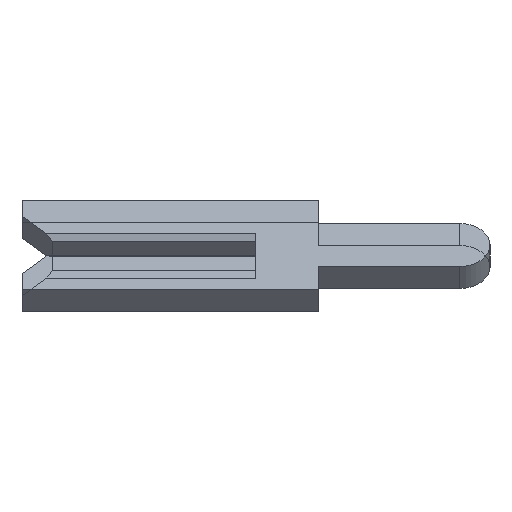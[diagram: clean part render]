
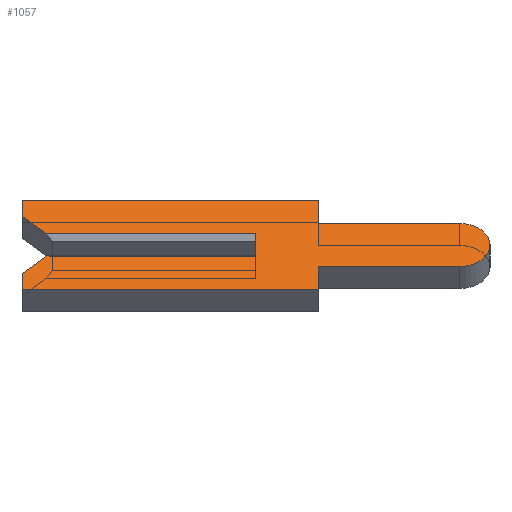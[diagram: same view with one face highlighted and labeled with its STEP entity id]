
A CAD part, left-side view. The second image highlights one B-rep face of the part: STEP entity #1057.
In plain terms, the highlighted face is planar.
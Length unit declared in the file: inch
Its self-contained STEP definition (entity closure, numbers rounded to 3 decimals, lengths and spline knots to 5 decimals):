
#41 = CARTESIAN_POINT ( 'NONE',  ( -0.01, 0., 0.01 ) ) ;
#59 = LINE ( 'NONE', #2354, #2063 ) ;
#134 = VERTEX_POINT ( 'NONE', #792 ) ;
#147 = LINE ( 'NONE', #856, #2280 ) ;
#168 = ORIENTED_EDGE ( 'NONE', *, *, #1867, .F. ) ;
#192 = DIRECTION ( 'NONE',  ( 0., 0., 1. ) ) ;
#216 = CARTESIAN_POINT ( 'NONE',  ( -0.01, 0.15, -0.04 ) ) ;
#229 = CARTESIAN_POINT ( 'NONE',  ( -0.01, -0.04, 0.04 ) ) ;
#233 = LINE ( 'NONE', #935, #2154 ) ;
#254 = DIRECTION ( 'NONE',  ( 0., -1., 0. ) ) ;
#258 = CARTESIAN_POINT ( 'NONE',  ( -0.01, -0.04, -0.04 ) ) ;
#263 = VERTEX_POINT ( 'NONE', #1346 ) ;
#269 = VECTOR ( 'NONE', #563, 39.37008 ) ;
#311 = CARTESIAN_POINT ( 'NONE',  ( -0.01, -0.04, -0.0195 ) ) ;
#348 = ORIENTED_EDGE ( 'NONE', *, *, #2074, .F. ) ;
#358 = CARTESIAN_POINT ( 'NONE',  ( -0.01, -0.1305, 0. ) ) ;
#402 = CARTESIAN_POINT ( 'NONE',  ( -0.01, 0., 0.0065 ) ) ;
#406 = DIRECTION ( 'NONE',  ( 0., 0., -1. ) ) ;
#439 = AXIS2_PLACEMENT_3D ( 'NONE', #889, #703, #454 ) ;
#454 = DIRECTION ( 'NONE',  ( 0., 0., -1. ) ) ;
#460 = VERTEX_POINT ( 'NONE', #1735 ) ;
#463 = EDGE_CURVE ( 'NONE', #927, #1320, #1364, .T. ) ;
#477 = LINE ( 'NONE', #216, #1356 ) ;
#563 = DIRECTION ( 'NONE',  ( 0., 1., 0. ) ) ;
#570 = AXIS2_PLACEMENT_3D ( 'NONE', #358, #2050, #2003 ) ;
#583 = EDGE_CURVE ( 'NONE', #460, #891, #59, .T. ) ;
#596 = VERTEX_POINT ( 'NONE', #258 ) ;
#597 = LINE ( 'NONE', #911, #1063 ) ;
#609 = EDGE_CURVE ( 'NONE', #891, #2180, #749, .T. ) ;
#620 = CARTESIAN_POINT ( 'NONE',  ( -0.01, -0.1305, -0.01 ) ) ;
#633 = ORIENTED_EDGE ( 'NONE', *, *, #1217, .F. ) ;
#664 = DIRECTION ( 'NONE',  ( 0., -0.707, 0.707 ) ) ;
#686 = FACE_OUTER_BOUND ( 'NONE', #1982, .T. ) ;
#703 = DIRECTION ( 'NONE',  ( 1., 0., 0. ) ) ;
#740 = ORIENTED_EDGE ( 'NONE', *, *, #797, .F. ) ;
#748 = ORIENTED_EDGE ( 'NONE', *, *, #463, .F. ) ;
#749 = LINE ( 'NONE', #2332, #2219 ) ;
#757 = DIRECTION ( 'NONE',  ( 0., 0., 1. ) ) ;
#778 = CARTESIAN_POINT ( 'NONE',  ( -0.01, 0.15, -0.026 ) ) ;
#792 = CARTESIAN_POINT ( 'NONE',  ( -0.01, 0.15, -0.026 ) ) ;
#797 = EDGE_CURVE ( 'NONE', #2180, #2083, #147, .T. ) ;
#808 = LINE ( 'NONE', #1255, #2189 ) ;
#816 = CARTESIAN_POINT ( 'NONE',  ( -0.01, 0.15, -0.04 ) ) ;
#832 = ORIENTED_EDGE ( 'NONE', *, *, #2141, .F. ) ;
#836 = VERTEX_POINT ( 'NONE', #896 ) ;
#856 = CARTESIAN_POINT ( 'NONE',  ( -0.01, 0.15, 0.04 ) ) ;
#873 = VECTOR ( 'NONE', #1187, 39.37008 ) ;
#889 = CARTESIAN_POINT ( 'NONE',  ( -0.01, -0.1305, 0. ) ) ;
#891 = VERTEX_POINT ( 'NONE', #1642 ) ;
#896 = CARTESIAN_POINT ( 'NONE',  ( -0.01, -0.04, 0.0195 ) ) ;
#911 = CARTESIAN_POINT ( 'NONE',  ( -0.01, 0.1305, -0.0065 ) ) ;
#916 = DIRECTION ( 'NONE',  ( 0., 0., -1. ) ) ;
#927 = VERTEX_POINT ( 'NONE', #2041 ) ;
#935 = CARTESIAN_POINT ( 'NONE',  ( -0.01, -0.04, 0.04 ) ) ;
#945 = CARTESIAN_POINT ( 'NONE',  ( -0.01, -0.04, -0.0195 ) ) ;
#958 = DIRECTION ( 'NONE',  ( 0., -1., 0. ) ) ;
#968 = EDGE_CURVE ( 'NONE', #460, #2243, #808, .T. ) ;
#977 = VECTOR ( 'NONE', #757, 39.37008 ) ;
#979 = LINE ( 'NONE', #2325, #1185 ) ;
#1011 = VERTEX_POINT ( 'NONE', #311 ) ;
#1049 = ORIENTED_EDGE ( 'NONE', *, *, #583, .F. ) ;
#1057 = ADVANCED_FACE ( 'NONE', ( #686 ), #2028, .F. ) ;
#1063 = VECTOR ( 'NONE', #664, 39.37008 ) ;
#1084 = CARTESIAN_POINT ( 'NONE',  ( -0.01, 0., -0.01 ) ) ;
#1085 = ORIENTED_EDGE ( 'NONE', *, *, #1705, .F. ) ;
#1090 = VECTOR ( 'NONE', #406, 39.37008 ) ;
#1185 = VECTOR ( 'NONE', #958, 39.37008 ) ;
#1187 = DIRECTION ( 'NONE',  ( 0., -1., 0. ) ) ;
#1195 = CARTESIAN_POINT ( 'NONE',  ( -0.01, 0.15, 0.04 ) ) ;
#1198 = DIRECTION ( 'NONE',  ( 0., 0.707, 0.707 ) ) ;
#1217 = EDGE_CURVE ( 'NONE', #2364, #263, #1536, .T. ) ;
#1248 = EDGE_CURVE ( 'NONE', #2083, #836, #233, .T. ) ;
#1255 = CARTESIAN_POINT ( 'NONE',  ( -0.01, 0.15, 0.01 ) ) ;
#1272 = ORIENTED_EDGE ( 'NONE', *, *, #609, .F. ) ;
#1274 = LINE ( 'NONE', #2330, #1090 ) ;
#1296 = EDGE_CURVE ( 'NONE', #134, #927, #597, .T. ) ;
#1320 = VERTEX_POINT ( 'NONE', #1084 ) ;
#1346 = CARTESIAN_POINT ( 'NONE',  ( -0.01, -0.1305, -0.0195 ) ) ;
#1356 = VECTOR ( 'NONE', #1554, 39.37008 ) ;
#1364 = LINE ( 'NONE', #620, #873 ) ;
#1405 = DIRECTION ( 'NONE',  ( 0., 0., 1. ) ) ;
#1420 = LINE ( 'NONE', #778, #2088 ) ;
#1536 = CIRCLE ( 'NONE', #570, 0.0195 ) ;
#1554 = DIRECTION ( 'NONE',  ( 0., 1., 0. ) ) ;
#1559 = CARTESIAN_POINT ( 'NONE',  ( -0.01, -0.1305, 0.0195 ) ) ;
#1642 = CARTESIAN_POINT ( 'NONE',  ( -0.01, 0.15, 0.026 ) ) ;
#1705 = EDGE_CURVE ( 'NONE', #836, #2364, #979, .T. ) ;
#1728 = EDGE_CURVE ( 'NONE', #263, #1011, #1942, .T. ) ;
#1735 = CARTESIAN_POINT ( 'NONE',  ( -0.01, 0.134, 0.01 ) ) ;
#1788 = LINE ( 'NONE', #402, #977 ) ;
#1867 = EDGE_CURVE ( 'NONE', #2339, #134, #1420, .T. ) ;
#1889 = ORIENTED_EDGE ( 'NONE', *, *, #2264, .F. ) ;
#1942 = LINE ( 'NONE', #945, #269 ) ;
#1982 = EDGE_LOOP ( 'NONE', ( #2086, #348, #748, #2412, #168, #832, #1889, #2211, #633, #1085, #2201, #740, #1272, #1049 ) ) ;
#2003 = DIRECTION ( 'NONE',  ( 0., 0., -1. ) ) ;
#2028 = PLANE ( 'NONE',  #439 ) ;
#2041 = CARTESIAN_POINT ( 'NONE',  ( -0.01, 0.134, -0.01 ) ) ;
#2050 = DIRECTION ( 'NONE',  ( 1., 0., 0. ) ) ;
#2063 = VECTOR ( 'NONE', #1198, 39.37008 ) ;
#2074 = EDGE_CURVE ( 'NONE', #1320, #2243, #1788, .T. ) ;
#2083 = VERTEX_POINT ( 'NONE', #229 ) ;
#2086 = ORIENTED_EDGE ( 'NONE', *, *, #968, .T. ) ;
#2088 = VECTOR ( 'NONE', #192, 39.37008 ) ;
#2141 = EDGE_CURVE ( 'NONE', #596, #2339, #477, .T. ) ;
#2154 = VECTOR ( 'NONE', #916, 39.37008 ) ;
#2180 = VERTEX_POINT ( 'NONE', #1195 ) ;
#2189 = VECTOR ( 'NONE', #254, 39.37008 ) ;
#2201 = ORIENTED_EDGE ( 'NONE', *, *, #1248, .F. ) ;
#2211 = ORIENTED_EDGE ( 'NONE', *, *, #1728, .F. ) ;
#2219 = VECTOR ( 'NONE', #1405, 39.37008 ) ;
#2243 = VERTEX_POINT ( 'NONE', #41 ) ;
#2250 = DIRECTION ( 'NONE',  ( 0., -1., 0. ) ) ;
#2264 = EDGE_CURVE ( 'NONE', #1011, #596, #1274, .T. ) ;
#2280 = VECTOR ( 'NONE', #2250, 39.37008 ) ;
#2325 = CARTESIAN_POINT ( 'NONE',  ( -0.01, -0.04, 0.0195 ) ) ;
#2330 = CARTESIAN_POINT ( 'NONE',  ( -0.01, -0.04, -0.04 ) ) ;
#2332 = CARTESIAN_POINT ( 'NONE',  ( -0.01, 0.15, 0.026 ) ) ;
#2339 = VERTEX_POINT ( 'NONE', #816 ) ;
#2354 = CARTESIAN_POINT ( 'NONE',  ( -0.01, 0.1305, 0.0065 ) ) ;
#2364 = VERTEX_POINT ( 'NONE', #1559 ) ;
#2412 = ORIENTED_EDGE ( 'NONE', *, *, #1296, .F. ) ;
